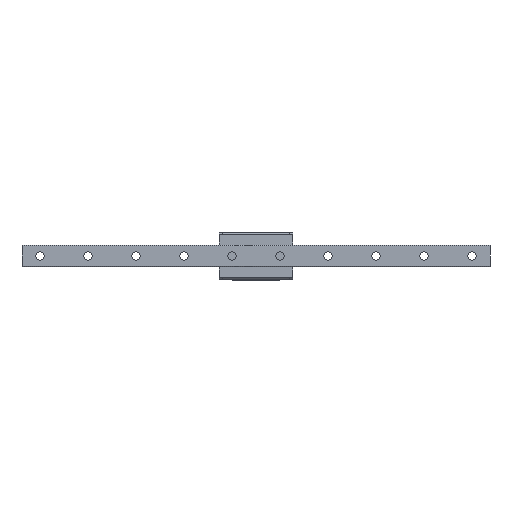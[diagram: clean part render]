
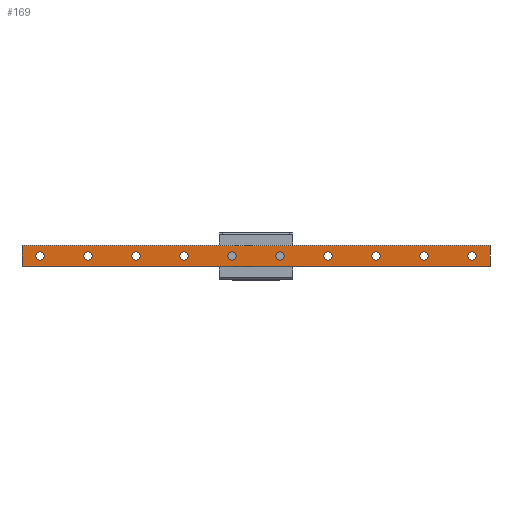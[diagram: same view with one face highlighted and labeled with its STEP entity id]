
A CAD part, front view. The second image highlights one B-rep face of the part: STEP entity #169.
In plain terms, the highlighted planar face has unit normal (0, -1, 0).
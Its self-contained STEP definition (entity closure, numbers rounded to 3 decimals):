
#169 = ADVANCED_FACE( '', ( #323, #324, #325, #326, #327, #328, #329, #330, #331, #332, #333 ), #334, .F. );
#323 = FACE_BOUND( '', #698, .T. );
#324 = FACE_BOUND( '', #699, .T. );
#325 = FACE_BOUND( '', #700, .T. );
#326 = FACE_BOUND( '', #701, .T. );
#327 = FACE_BOUND( '', #702, .T. );
#328 = FACE_OUTER_BOUND( '', #703, .T. );
#329 = FACE_BOUND( '', #704, .T. );
#330 = FACE_BOUND( '', #705, .T. );
#331 = FACE_BOUND( '', #706, .T. );
#332 = FACE_BOUND( '', #707, .T. );
#333 = FACE_BOUND( '', #708, .T. );
#334 = PLANE( '', #709 );
#698 = EDGE_LOOP( '', ( #1072 ) );
#699 = EDGE_LOOP( '', ( #1073 ) );
#700 = EDGE_LOOP( '', ( #1074 ) );
#701 = EDGE_LOOP( '', ( #1075 ) );
#702 = EDGE_LOOP( '', ( #1076 ) );
#703 = EDGE_LOOP( '', ( #1077, #1078, #1079, #1080 ) );
#704 = EDGE_LOOP( '', ( #1081 ) );
#705 = EDGE_LOOP( '', ( #1082 ) );
#706 = EDGE_LOOP( '', ( #1083 ) );
#707 = EDGE_LOOP( '', ( #1084 ) );
#708 = EDGE_LOOP( '', ( #1085 ) );
#709 = AXIS2_PLACEMENT_3D( '', #1086, #1087, #1088 );
#1072 = ORIENTED_EDGE( '', *, *, #2224, .F. );
#1073 = ORIENTED_EDGE( '', *, *, #2225, .F. );
#1074 = ORIENTED_EDGE( '', *, *, #2226, .F. );
#1075 = ORIENTED_EDGE( '', *, *, #2227, .F. );
#1076 = ORIENTED_EDGE( '', *, *, #2228, .F. );
#1077 = ORIENTED_EDGE( '', *, *, #2229, .T. );
#1078 = ORIENTED_EDGE( '', *, *, #2230, .F. );
#1079 = ORIENTED_EDGE( '', *, *, #2231, .F. );
#1080 = ORIENTED_EDGE( '', *, *, #2232, .T. );
#1081 = ORIENTED_EDGE( '', *, *, #2233, .F. );
#1082 = ORIENTED_EDGE( '', *, *, #2234, .F. );
#1083 = ORIENTED_EDGE( '', *, *, #2235, .F. );
#1084 = ORIENTED_EDGE( '', *, *, #2236, .F. );
#1085 = ORIENTED_EDGE( '', *, *, #2237, .F. );
#1086 = CARTESIAN_POINT( '', ( 187.5, 0., 4.2 ) );
#1087 = DIRECTION( '', ( 0., 1., 0. ) );
#1088 = DIRECTION( '', ( 0., 0., 1. ) );
#2224 = EDGE_CURVE( '', #2574, #2574, #2575, .T. );
#2225 = EDGE_CURVE( '', #2576, #2576, #2577, .T. );
#2226 = EDGE_CURVE( '', #2578, #2578, #2579, .T. );
#2227 = EDGE_CURVE( '', #2580, #2580, #2581, .T. );
#2228 = EDGE_CURVE( '', #2582, #2582, #2583, .T. );
#2229 = EDGE_CURVE( '', #2584, #2585, #2586, .T. );
#2230 = EDGE_CURVE( '', #2587, #2585, #2588, .T. );
#2231 = EDGE_CURVE( '', #2589, #2587, #2590, .T. );
#2232 = EDGE_CURVE( '', #2589, #2584, #2591, .T. );
#2233 = EDGE_CURVE( '', #2592, #2592, #2593, .T. );
#2234 = EDGE_CURVE( '', #2594, #2594, #2595, .T. );
#2235 = EDGE_CURVE( '', #2596, #2596, #2597, .T. );
#2236 = EDGE_CURVE( '', #2598, #2598, #2599, .T. );
#2237 = EDGE_CURVE( '', #2600, #2600, #2601, .T. );
#2574 = VERTEX_POINT( '', #3164 );
#2575 = CIRCLE( '', #3165, 1.75 );
#2576 = VERTEX_POINT( '', #3166 );
#2577 = CIRCLE( '', #3167, 1.75 );
#2578 = VERTEX_POINT( '', #3168 );
#2579 = CIRCLE( '', #3169, 1.75 );
#2580 = VERTEX_POINT( '', #3170 );
#2581 = CIRCLE( '', #3171, 1.75 );
#2582 = VERTEX_POINT( '', #3172 );
#2583 = CIRCLE( '', #3173, 1.75 );
#2584 = VERTEX_POINT( '', #3174 );
#2585 = VERTEX_POINT( '', #3175 );
#2586 = LINE( '', #3176, #3177 );
#2587 = VERTEX_POINT( '', #3178 );
#2588 = LINE( '', #3179, #3180 );
#2589 = VERTEX_POINT( '', #3181 );
#2590 = LINE( '', #3182, #3183 );
#2591 = LINE( '', #3184, #3185 );
#2592 = VERTEX_POINT( '', #3186 );
#2593 = CIRCLE( '', #3187, 1.75 );
#2594 = VERTEX_POINT( '', #3188 );
#2595 = CIRCLE( '', #3189, 1.75 );
#2596 = VERTEX_POINT( '', #3190 );
#2597 = CIRCLE( '', #3191, 1.75 );
#2598 = VERTEX_POINT( '', #3192 );
#2599 = CIRCLE( '', #3193, 1.75 );
#2600 = VERTEX_POINT( '', #3194 );
#2601 = CIRCLE( '', #3195, 1.75 );
#3164 = CARTESIAN_POINT( '', ( 160., 0., -1.75 ) );
#3165 = AXIS2_PLACEMENT_3D( '', #3986, #3987, #3988 );
#3166 = CARTESIAN_POINT( '', ( 120., 0., -1.75 ) );
#3167 = AXIS2_PLACEMENT_3D( '', #3989, #3990, #3991 );
#3168 = CARTESIAN_POINT( '', ( 80., 0., -1.75 ) );
#3169 = AXIS2_PLACEMENT_3D( '', #3992, #3993, #3994 );
#3170 = CARTESIAN_POINT( '', ( 40., 0., -1.75 ) );
#3171 = AXIS2_PLACEMENT_3D( '', #3995, #3996, #3997 );
#3172 = CARTESIAN_POINT( '', ( 0., 0., -1.75 ) );
#3173 = AXIS2_PLACEMENT_3D( '', #3998, #3999, #4000 );
#3174 = CARTESIAN_POINT( '', ( -7.5, 0., 4.2 ) );
#3175 = CARTESIAN_POINT( '', ( -7.5, 0., -4.2 ) );
#3176 = CARTESIAN_POINT( '', ( -7.5, 0., 4.2 ) );
#3177 = VECTOR( '', #4001, 1000. );
#3178 = CARTESIAN_POINT( '', ( 187.5, 0., -4.2 ) );
#3179 = CARTESIAN_POINT( '', ( 187.5, 0., -4.2 ) );
#3180 = VECTOR( '', #4002, 1000. );
#3181 = CARTESIAN_POINT( '', ( 187.5, 0., 4.2 ) );
#3182 = CARTESIAN_POINT( '', ( 187.5, 0., 4.2 ) );
#3183 = VECTOR( '', #4003, 1000. );
#3184 = CARTESIAN_POINT( '', ( 187.5, 0., 4.2 ) );
#3185 = VECTOR( '', #4004, 1000. );
#3186 = CARTESIAN_POINT( '', ( 20., 0., -1.75 ) );
#3187 = AXIS2_PLACEMENT_3D( '', #4005, #4006, #4007 );
#3188 = CARTESIAN_POINT( '', ( 60., 0., -1.75 ) );
#3189 = AXIS2_PLACEMENT_3D( '', #4008, #4009, #4010 );
#3190 = CARTESIAN_POINT( '', ( 100., 0., -1.75 ) );
#3191 = AXIS2_PLACEMENT_3D( '', #4011, #4012, #4013 );
#3192 = CARTESIAN_POINT( '', ( 140., 0., -1.75 ) );
#3193 = AXIS2_PLACEMENT_3D( '', #4014, #4015, #4016 );
#3194 = CARTESIAN_POINT( '', ( 180., 0., -1.75 ) );
#3195 = AXIS2_PLACEMENT_3D( '', #4017, #4018, #4019 );
#3986 = CARTESIAN_POINT( '', ( 160., 0., 0. ) );
#3987 = DIRECTION( '', ( 0., -1., 0. ) );
#3988 = DIRECTION( '', ( 0., 0., -1. ) );
#3989 = CARTESIAN_POINT( '', ( 120., 0., 0. ) );
#3990 = DIRECTION( '', ( 0., -1., 0. ) );
#3991 = DIRECTION( '', ( 0., 0., -1. ) );
#3992 = CARTESIAN_POINT( '', ( 80., 0., 0. ) );
#3993 = DIRECTION( '', ( 0., -1., 0. ) );
#3994 = DIRECTION( '', ( 0., 0., -1. ) );
#3995 = CARTESIAN_POINT( '', ( 40., 0., 0. ) );
#3996 = DIRECTION( '', ( 0., -1., 0. ) );
#3997 = DIRECTION( '', ( 0., 0., -1. ) );
#3998 = CARTESIAN_POINT( '', ( 0., 0., 0. ) );
#3999 = DIRECTION( '', ( 0., -1., 0. ) );
#4000 = DIRECTION( '', ( 0., 0., -1. ) );
#4001 = DIRECTION( '', ( 0., 0., -1. ) );
#4002 = DIRECTION( '', ( -1., 0., 0. ) );
#4003 = DIRECTION( '', ( 0., 0., -1. ) );
#4004 = DIRECTION( '', ( -1., 0., 0. ) );
#4005 = CARTESIAN_POINT( '', ( 20., 0., 0. ) );
#4006 = DIRECTION( '', ( 0., -1., 0. ) );
#4007 = DIRECTION( '', ( 0., 0., -1. ) );
#4008 = CARTESIAN_POINT( '', ( 60., 0., 0. ) );
#4009 = DIRECTION( '', ( 0., -1., 0. ) );
#4010 = DIRECTION( '', ( 0., 0., -1. ) );
#4011 = CARTESIAN_POINT( '', ( 100., 0., 0. ) );
#4012 = DIRECTION( '', ( 0., -1., 0. ) );
#4013 = DIRECTION( '', ( 0., 0., -1. ) );
#4014 = CARTESIAN_POINT( '', ( 140., 0., 0. ) );
#4015 = DIRECTION( '', ( 0., -1., 0. ) );
#4016 = DIRECTION( '', ( 0., 0., -1. ) );
#4017 = CARTESIAN_POINT( '', ( 180., 0., 0. ) );
#4018 = DIRECTION( '', ( 0., -1., 0. ) );
#4019 = DIRECTION( '', ( 0., 0., -1. ) );
